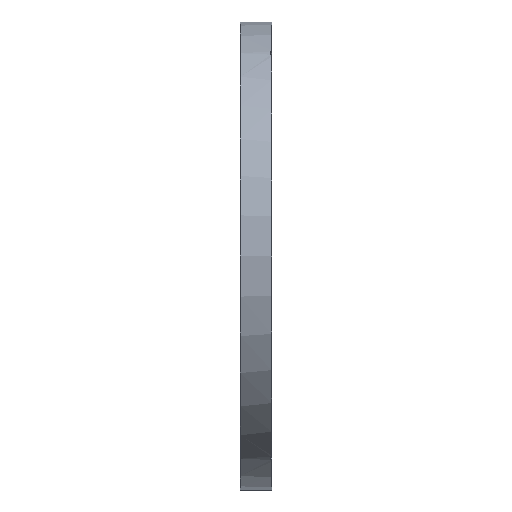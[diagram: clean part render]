
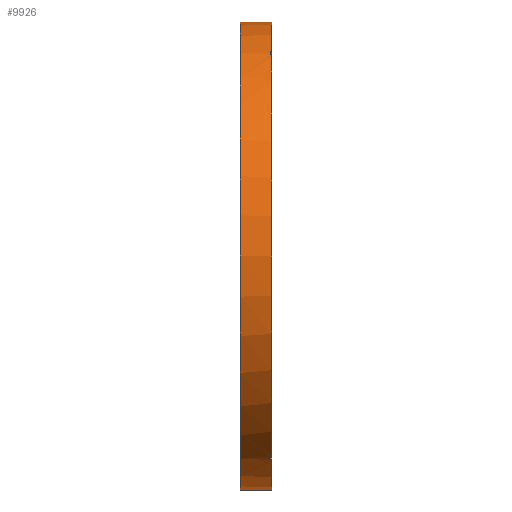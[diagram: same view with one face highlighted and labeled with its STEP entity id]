
A CAD part, front view. The second image highlights one B-rep face of the part: STEP entity #9926.
In plain terms, the highlighted cylindrical face has radius 22.5 mm (diameter 45 mm), a partial arc.
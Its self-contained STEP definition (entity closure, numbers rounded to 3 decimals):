
#228 = CARTESIAN_POINT ( 'NONE',  ( 3., -10.713, -19.786 ) ) ;
#239 = EDGE_CURVE ( 'NONE', #1700, #2483, #4162, .T. ) ;
#241 = ORIENTED_EDGE ( 'NONE', *, *, #4209, .T. ) ;
#961 = VERTEX_POINT ( 'NONE', #4875 ) ;
#981 = CIRCLE ( 'NONE', #7948, 22.5 ) ;
#1168 = CARTESIAN_POINT ( 'NONE',  ( 2.9, -11.067, -19.591 ) ) ;
#1401 = AXIS2_PLACEMENT_3D ( 'NONE', #2566, #10013, #7663 ) ;
#1527 = DIRECTION ( 'NONE',  ( -1., 0., 0. ) ) ;
#1666 = CARTESIAN_POINT ( 'NONE',  ( 0., 0., -22.5 ) ) ;
#1700 = VERTEX_POINT ( 'NONE', #228 ) ;
#1981 = CARTESIAN_POINT ( 'NONE',  ( 3., -10.713, -19.786 ) ) ;
#2018 = CARTESIAN_POINT ( 'NONE',  ( 2.937, -11.608, -19.276 ) ) ;
#2057 = CARTESIAN_POINT ( 'NONE',  ( 3., -11.779, -19.171 ) ) ;
#2081 = LINE ( 'NONE', #6219, #10688 ) ;
#2260 = CARTESIAN_POINT ( 'NONE',  ( 0., 0., 0. ) ) ;
#2483 = VERTEX_POINT ( 'NONE', #7781 ) ;
#2566 = CARTESIAN_POINT ( 'NONE',  ( 3., 0., 0. ) ) ;
#2691 = B_SPLINE_CURVE_WITH_KNOTS ( 'NONE', 3,
 ( #5443, #10416, #6358, #5545, #8799, #6321 ),
 .UNSPECIFIED., .F., .F.,
 ( 4, 2, 4 ),
 ( 0., 0.001, 0.001 ),
 .UNSPECIFIED. ) ;
#2961 = FACE_OUTER_BOUND ( 'NONE', #6174, .T. ) ;
#2988 = VECTOR ( 'NONE', #9725, 1000. ) ;
#3162 = CARTESIAN_POINT ( 'NONE',  ( 3., -10.713, 19.786 ) ) ;
#3909 = ORIENTED_EDGE ( 'NONE', *, *, #239, .T. ) ;
#3983 = ORIENTED_EDGE ( 'NONE', *, *, #6726, .T. ) ;
#4019 = DIRECTION ( 'NONE',  ( -1., 0., 0. ) ) ;
#4132 = DIRECTION ( 'NONE',  ( -1., 0., 0. ) ) ;
#4162 = B_SPLINE_CURVE_WITH_KNOTS ( 'NONE', 3,
 ( #1981, #7045, #1168, #7013, #2018, #2057 ),
 .UNSPECIFIED., .F., .F.,
 ( 4, 2, 4 ),
 ( 0., 0.001, 0.001 ),
 .UNSPECIFIED. ) ;
#4209 = EDGE_CURVE ( 'NONE', #9152, #4246, #2691, .T. ) ;
#4246 = VERTEX_POINT ( 'NONE', #3162 ) ;
#4424 = CARTESIAN_POINT ( 'NONE',  ( 3., -11.779, 19.171 ) ) ;
#4485 = DIRECTION ( 'NONE',  ( -1., 0., 0. ) ) ;
#4875 = CARTESIAN_POINT ( 'NONE',  ( 3., 0., -22.5 ) ) ;
#4887 = DIRECTION ( 'NONE',  ( 0., 0., 1. ) ) ;
#5331 = LINE ( 'NONE', #9862, #2988 ) ;
#5443 = CARTESIAN_POINT ( 'NONE',  ( 3., -11.779, 19.171 ) ) ;
#5539 = CIRCLE ( 'NONE', #6116, 22.5 ) ;
#5545 = CARTESIAN_POINT ( 'NONE',  ( 2.9, -11.071, 19.589 ) ) ;
#5612 = DIRECTION ( 'NONE',  ( 0., 0., 1. ) ) ;
#6116 = AXIS2_PLACEMENT_3D ( 'NONE', #9789, #1527, #4887 ) ;
#6174 = EDGE_LOOP ( 'NONE', ( #7730, #10183, #3909, #6300, #241, #9646, #3983, #6915 ) ) ;
#6219 = CARTESIAN_POINT ( 'NONE',  ( -10., 0., 22.5 ) ) ;
#6300 = ORIENTED_EDGE ( 'NONE', *, *, #6897, .T. ) ;
#6321 = CARTESIAN_POINT ( 'NONE',  ( 3., -10.713, 19.786 ) ) ;
#6358 = CARTESIAN_POINT ( 'NONE',  ( 2.9, -11.433, 19.38 ) ) ;
#6726 = EDGE_CURVE ( 'NONE', #8752, #8193, #2081, .T. ) ;
#6897 = EDGE_CURVE ( 'NONE', #2483, #9152, #10422, .T. ) ;
#6915 = ORIENTED_EDGE ( 'NONE', *, *, #7547, .F. ) ;
#7013 = CARTESIAN_POINT ( 'NONE',  ( 2.9, -11.429, -19.382 ) ) ;
#7045 = CARTESIAN_POINT ( 'NONE',  ( 2.937, -10.889, -19.691 ) ) ;
#7362 = DIRECTION ( 'NONE',  ( 0., 0., 1. ) ) ;
#7547 = EDGE_CURVE ( 'NONE', #10160, #8193, #981, .T. ) ;
#7663 = DIRECTION ( 'NONE',  ( 0., 0., 1. ) ) ;
#7730 = ORIENTED_EDGE ( 'NONE', *, *, #8595, .F. ) ;
#7781 = CARTESIAN_POINT ( 'NONE',  ( 3., -11.779, -19.171 ) ) ;
#7948 = AXIS2_PLACEMENT_3D ( 'NONE', #2260, #4019, #7362 ) ;
#8156 = CYLINDRICAL_SURFACE ( 'NONE', #8774, 22.5 ) ;
#8193 = VERTEX_POINT ( 'NONE', #9336 ) ;
#8213 = EDGE_CURVE ( 'NONE', #961, #1700, #10343, .T. ) ;
#8522 = EDGE_CURVE ( 'NONE', #4246, #8752, #5539, .T. ) ;
#8595 = EDGE_CURVE ( 'NONE', #961, #10160, #5331, .T. ) ;
#8610 = DIRECTION ( 'NONE',  ( 0., 0., 1. ) ) ;
#8752 = VERTEX_POINT ( 'NONE', #9169 ) ;
#8774 = AXIS2_PLACEMENT_3D ( 'NONE', #9717, #4485, #5612 ) ;
#8799 = CARTESIAN_POINT ( 'NONE',  ( 2.937, -10.889, 19.69 ) ) ;
#9152 = VERTEX_POINT ( 'NONE', #4424 ) ;
#9169 = CARTESIAN_POINT ( 'NONE',  ( 3., 0., 22.5 ) ) ;
#9208 = AXIS2_PLACEMENT_3D ( 'NONE', #9684, #4132, #8610 ) ;
#9336 = CARTESIAN_POINT ( 'NONE',  ( 0., 0., 22.5 ) ) ;
#9474 = DIRECTION ( 'NONE',  ( -1., 0., 0. ) ) ;
#9646 = ORIENTED_EDGE ( 'NONE', *, *, #8522, .T. ) ;
#9684 = CARTESIAN_POINT ( 'NONE',  ( 3., 0., 0. ) ) ;
#9717 = CARTESIAN_POINT ( 'NONE',  ( -10., 0., 0. ) ) ;
#9725 = DIRECTION ( 'NONE',  ( -1., 0., 0. ) ) ;
#9789 = CARTESIAN_POINT ( 'NONE',  ( 3., 0., 0. ) ) ;
#9862 = CARTESIAN_POINT ( 'NONE',  ( -10., 0., -22.5 ) ) ;
#9926 = ADVANCED_FACE ( 'NONE', ( #2961 ), #8156, .T. ) ;
#10013 = DIRECTION ( 'NONE',  ( -1., 0., 0. ) ) ;
#10160 = VERTEX_POINT ( 'NONE', #1666 ) ;
#10183 = ORIENTED_EDGE ( 'NONE', *, *, #8213, .T. ) ;
#10343 = CIRCLE ( 'NONE', #1401, 22.5 ) ;
#10416 = CARTESIAN_POINT ( 'NONE',  ( 2.937, -11.608, 19.275 ) ) ;
#10422 = CIRCLE ( 'NONE', #9208, 22.5 ) ;
#10688 = VECTOR ( 'NONE', #9474, 1000. ) ;
